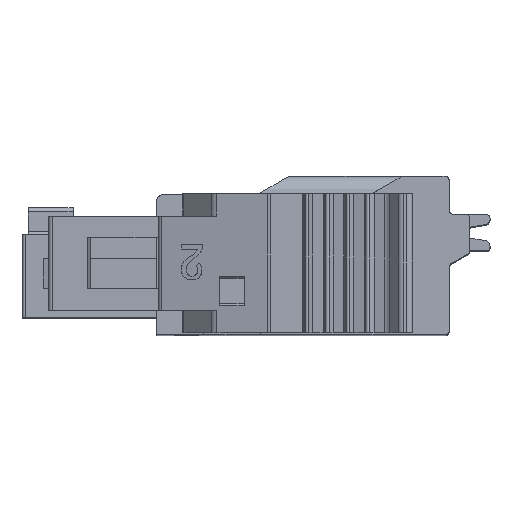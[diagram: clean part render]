
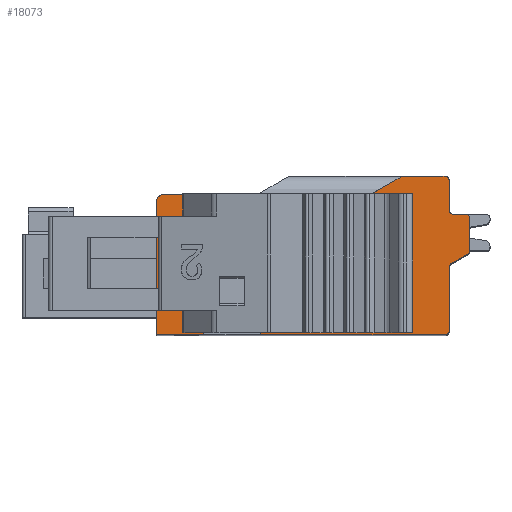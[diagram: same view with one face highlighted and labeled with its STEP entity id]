
A CAD part, top view. The second image highlights one B-rep face of the part: STEP entity #18073.
In plain terms, the highlighted planar face has unit normal (0, 0, 1).
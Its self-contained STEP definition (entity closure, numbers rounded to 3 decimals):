
#1916=DIRECTION('',(0.,-1.,0.));
#1917=VECTOR('',#1916,6.75);
#1918=CARTESIAN_POINT('',(26.932,23.438,33.775));
#1919=LINE('',#1918,#1917);
#1920=DIRECTION('',(1.,0.,0.));
#1921=VECTOR('',#1920,2.497);
#1922=CARTESIAN_POINT('',(27.901,23.438,33.775));
#1923=LINE('',#1922,#1921);
#1924=DIRECTION('',(0.866,0.5,0.));
#1925=VECTOR('',#1924,1.8);
#1926=CARTESIAN_POINT('',(30.397,23.438,33.775));
#1927=LINE('',#1926,#1925);
#1928=DIRECTION('',(1.,0.,0.));
#1929=VECTOR('',#1928,2.1);
#1930=CARTESIAN_POINT('',(31.956,24.338,33.775));
#1931=LINE('',#1930,#1929);
#1932=CARTESIAN_POINT('',(34.056,24.138,33.775));
#1933=DIRECTION('',(0.,0.,-1.));
#1934=DIRECTION('',(0.,1.,0.));
#1935=AXIS2_PLACEMENT_3D('',#1932,#1933,#1934);
#1937=DIRECTION('',(0.,-1.,0.));
#1938=VECTOR('',#1937,1.45);
#1939=CARTESIAN_POINT('',(34.256,24.138,33.775));
#1940=LINE('',#1939,#1938);
#1941=CARTESIAN_POINT('',(34.456,22.688,33.775));
#1942=DIRECTION('',(0.,0.,1.));
#1943=DIRECTION('',(-1.,0.,0.));
#1944=AXIS2_PLACEMENT_3D('',#1941,#1942,#1943);
#1946=DIRECTION('',(1.,0.,0.));
#1947=VECTOR('',#1946,0.6);
#1948=CARTESIAN_POINT('',(34.456,22.488,33.775));
#1949=LINE('',#1948,#1947);
#1950=CARTESIAN_POINT('',(35.056,22.288,33.775));
#1951=DIRECTION('',(0.,0.,-1.));
#1952=DIRECTION('',(0.,1.,0.));
#1953=AXIS2_PLACEMENT_3D('',#1950,#1951,#1952);
#1955=DIRECTION('',(0.,-1.,0.));
#1956=VECTOR('',#1955,1.585);
#1957=CARTESIAN_POINT('',(35.256,22.288,33.775));
#1958=LINE('',#1957,#1956);
#1959=CARTESIAN_POINT('',(35.056,20.703,33.775));
#1960=DIRECTION('',(0.,0.,-1.));
#1961=DIRECTION('',(1.,0.,0.));
#1962=AXIS2_PLACEMENT_3D('',#1959,#1960,#1961);
#1964=DIRECTION('',(-0.866,-0.5,0.));
#1965=VECTOR('',#1964,0.924);
#1966=CARTESIAN_POINT('',(35.156,20.53,33.775));
#1967=LINE('',#1966,#1965);
#1968=CARTESIAN_POINT('',(34.456,19.895,33.775));
#1969=DIRECTION('',(0.,0.,1.));
#1970=DIRECTION('',(-0.5,0.866,0.));
#1971=AXIS2_PLACEMENT_3D('',#1968,#1969,#1970);
#1973=DIRECTION('',(0.,-1.,0.));
#1974=VECTOR('',#1973,3.107);
#1975=CARTESIAN_POINT('',(34.256,19.895,33.775));
#1976=LINE('',#1975,#1974);
#1977=CARTESIAN_POINT('',(34.056,16.788,33.775));
#1978=DIRECTION('',(0.,0.,-1.));
#1979=DIRECTION('',(1.,0.,0.));
#1980=AXIS2_PLACEMENT_3D('',#1977,#1978,#1979);
#1982=DIRECTION('',(-1.,0.,0.));
#1983=VECTOR('',#1982,14.1);
#1984=CARTESIAN_POINT('',(34.056,16.588,33.775));
#1985=LINE('',#1984,#1983);
#1986=DIRECTION('',(0.,1.,0.));
#1987=VECTOR('',#1986,6.55);
#1988=CARTESIAN_POINT('',(19.956,16.588,33.775));
#1989=LINE('',#1988,#1987);
#1990=CARTESIAN_POINT('',(20.256,23.138,33.775));
#1991=DIRECTION('',(0.,0.,-1.));
#1992=DIRECTION('',(-1.,-0.001,0.));
#1993=AXIS2_PLACEMENT_3D('',#1990,#1991,#1992);
#1995=DIRECTION('',(1.,0.,0.));
#1996=VECTOR('',#1995,6.676);
#1997=CARTESIAN_POINT('',(20.256,23.438,33.775));
#1998=LINE('',#1997,#1996);
#1999=DIRECTION('',(0.,-1.,0.));
#2000=VECTOR('',#1999,5.73);
#2001=CARTESIAN_POINT('',(22.765,22.468,33.775));
#2002=LINE('',#2001,#2000);
#2003=DIRECTION('',(0.,1.,0.));
#2004=VECTOR('',#2003,5.73);
#2005=CARTESIAN_POINT('',(24.486,16.738,33.775));
#2006=LINE('',#2005,#2004);
#2015=DIRECTION('',(0.,-1.,0.));
#2016=VECTOR('',#2015,6.75);
#2017=CARTESIAN_POINT('',(27.901,23.438,33.775));
#2018=LINE('',#2017,#2016);
#2160=DIRECTION('',(-1.,0.,0.));
#2161=VECTOR('',#2160,0.968);
#2162=CARTESIAN_POINT('',(27.901,16.688,33.775));
#2163=LINE('',#2162,#2161);
#2783=DIRECTION('',(-1.,0.,0.));
#2784=VECTOR('',#2783,1.721);
#2785=CARTESIAN_POINT('',(24.486,16.738,33.775));
#2786=LINE('',#2785,#2784);
#2799=DIRECTION('',(1.,0.,0.));
#2800=VECTOR('',#2799,1.721);
#2801=CARTESIAN_POINT('',(22.765,22.468,33.775));
#2802=LINE('',#2801,#2800);
#12288=CARTESIAN_POINT('',(34.256,22.688,33.775));
#12289=VERTEX_POINT('',#12288);
#12290=CARTESIAN_POINT('',(34.256,24.138,33.775));
#12291=VERTEX_POINT('',#12290);
#12438=CARTESIAN_POINT('',(34.256,19.895,33.775));
#12439=CARTESIAN_POINT('',(34.256,16.788,33.775));
#12440=VERTEX_POINT('',#12438);
#12441=VERTEX_POINT('',#12439);
#12575=CARTESIAN_POINT('',(34.056,16.588,33.775));
#12576=VERTEX_POINT('',#12575);
#12581=CARTESIAN_POINT('',(19.956,16.588,33.775));
#12582=VERTEX_POINT('',#12581);
#12751=CARTESIAN_POINT('',(30.397,23.438,33.775));
#12752=VERTEX_POINT('',#12751);
#12753=CARTESIAN_POINT('',(27.901,23.438,33.775));
#12754=VERTEX_POINT('',#12753);
#12761=CARTESIAN_POINT('',(26.932,23.438,33.775));
#12762=VERTEX_POINT('',#12761);
#12763=CARTESIAN_POINT('',(20.256,23.438,33.775));
#12764=VERTEX_POINT('',#12763);
#12835=CARTESIAN_POINT('',(34.056,24.338,33.775));
#12836=VERTEX_POINT('',#12835);
#12837=CARTESIAN_POINT('',(31.956,24.338,33.775));
#12838=VERTEX_POINT('',#12837);
#12989=CARTESIAN_POINT('',(26.932,16.688,33.775));
#12990=VERTEX_POINT('',#12989);
#12991=CARTESIAN_POINT('',(27.901,16.688,33.775));
#12992=VERTEX_POINT('',#12991);
#12993=CARTESIAN_POINT('',(34.456,22.488,33.775));
#12994=VERTEX_POINT('',#12993);
#12995=CARTESIAN_POINT('',(35.056,22.488,33.775));
#12996=VERTEX_POINT('',#12995);
#12997=CARTESIAN_POINT('',(35.256,22.288,33.775));
#12998=VERTEX_POINT('',#12997);
#12999=CARTESIAN_POINT('',(35.256,20.703,33.775));
#13000=VERTEX_POINT('',#12999);
#13001=CARTESIAN_POINT('',(35.156,20.53,33.775));
#13002=VERTEX_POINT('',#13001);
#13003=CARTESIAN_POINT('',(34.356,20.068,33.775));
#13004=VERTEX_POINT('',#13003);
#13005=CARTESIAN_POINT('',(19.956,23.138,33.775));
#13006=VERTEX_POINT('',#13005);
#13007=CARTESIAN_POINT('',(22.765,22.468,33.775));
#13008=CARTESIAN_POINT('',(22.765,16.738,33.775));
#13009=VERTEX_POINT('',#13007);
#13010=VERTEX_POINT('',#13008);
#13011=CARTESIAN_POINT('',(24.486,16.738,33.775));
#13012=VERTEX_POINT('',#13011);
#13013=CARTESIAN_POINT('',(24.486,22.468,33.775));
#13014=VERTEX_POINT('',#13013);
#18021=CARTESIAN_POINT('',(26.228,21.108,33.775));
#18022=DIRECTION('',(0.,0.,1.));
#18023=DIRECTION('',(1.,0.,0.));
#18024=AXIS2_PLACEMENT_3D('',#18021,#18022,#18023);
#18025=PLANE('',#18024);
#18027=ORIENTED_EDGE('',*,*,#18026,.T.);
#18029=ORIENTED_EDGE('',*,*,#18028,.F.);
#18031=ORIENTED_EDGE('',*,*,#18030,.F.);
#18032=ORIENTED_EDGE('',*,*,#17703,.T.);
#18034=ORIENTED_EDGE('',*,*,#18033,.T.);
#18035=ORIENTED_EDGE('',*,*,#17815,.T.);
#18036=ORIENTED_EDGE('',*,*,#18014,.T.);
#18037=ORIENTED_EDGE('',*,*,#15931,.T.);
#18039=ORIENTED_EDGE('',*,*,#18038,.T.);
#18041=ORIENTED_EDGE('',*,*,#18040,.T.);
#18043=ORIENTED_EDGE('',*,*,#18042,.T.);
#18045=ORIENTED_EDGE('',*,*,#18044,.T.);
#18047=ORIENTED_EDGE('',*,*,#18046,.T.);
#18049=ORIENTED_EDGE('',*,*,#18048,.T.);
#18051=ORIENTED_EDGE('',*,*,#18050,.T.);
#18052=ORIENTED_EDGE('',*,*,#16169,.T.);
#18053=ORIENTED_EDGE('',*,*,#17607,.T.);
#18055=ORIENTED_EDGE('',*,*,#18054,.T.);
#18057=ORIENTED_EDGE('',*,*,#18056,.T.);
#18059=ORIENTED_EDGE('',*,*,#18058,.T.);
#18060=ORIENTED_EDGE('',*,*,#17713,.T.);
#18061=EDGE_LOOP('',(#18027,#18029,#18031,#18032,#18034,#18035,#18036,#18037,
#18039,#18041,#18043,#18045,#18047,#18049,#18051,#18052,#18053,#18055,#18057,
#18059,#18060));
#18062=FACE_OUTER_BOUND('',#18061,.F.);
#18064=ORIENTED_EDGE('',*,*,#18063,.T.);
#18066=ORIENTED_EDGE('',*,*,#18065,.F.);
#18068=ORIENTED_EDGE('',*,*,#18067,.T.);
#18070=ORIENTED_EDGE('',*,*,#18069,.F.);
#18071=EDGE_LOOP('',(#18064,#18066,#18068,#18070));
#18072=FACE_BOUND('',#18071,.F.);
#1936=CIRCLE('',#1935,0.2);
#1945=CIRCLE('',#1944,0.2);
#1954=CIRCLE('',#1953,0.2);
#1963=CIRCLE('',#1962,0.2);
#1972=CIRCLE('',#1971,0.2);
#1981=CIRCLE('',#1980,0.2);
#1994=CIRCLE('',#1993,0.3);
#15931=EDGE_CURVE('',#12291,#12289,#1940,.T.);
#16169=EDGE_CURVE('',#12440,#12441,#1976,.T.);
#17607=EDGE_CURVE('',#12441,#12576,#1981,.T.);
#17703=EDGE_CURVE('',#12754,#12752,#1923,.T.);
#17713=EDGE_CURVE('',#12764,#12762,#1998,.T.);
#17815=EDGE_CURVE('',#12838,#12836,#1931,.T.);
#18014=EDGE_CURVE('',#12836,#12291,#1936,.T.);
#18026=EDGE_CURVE('',#12762,#12990,#1919,.T.);
#18028=EDGE_CURVE('',#12992,#12990,#2163,.T.);
#18030=EDGE_CURVE('',#12754,#12992,#2018,.T.);
#18033=EDGE_CURVE('',#12752,#12838,#1927,.T.);
#18038=EDGE_CURVE('',#12289,#12994,#1945,.T.);
#18040=EDGE_CURVE('',#12994,#12996,#1949,.T.);
#18042=EDGE_CURVE('',#12996,#12998,#1954,.T.);
#18044=EDGE_CURVE('',#12998,#13000,#1958,.T.);
#18046=EDGE_CURVE('',#13000,#13002,#1963,.T.);
#18048=EDGE_CURVE('',#13002,#13004,#1967,.T.);
#18050=EDGE_CURVE('',#13004,#12440,#1972,.T.);
#18054=EDGE_CURVE('',#12576,#12582,#1985,.T.);
#18056=EDGE_CURVE('',#12582,#13006,#1989,.T.);
#18058=EDGE_CURVE('',#13006,#12764,#1994,.T.);
#18063=EDGE_CURVE('',#13009,#13010,#2002,.T.);
#18065=EDGE_CURVE('',#13012,#13010,#2786,.T.);
#18067=EDGE_CURVE('',#13012,#13014,#2006,.T.);
#18069=EDGE_CURVE('',#13009,#13014,#2802,.T.);
#18073=ADVANCED_FACE('',(#18062,#18072),#18025,.T.);
